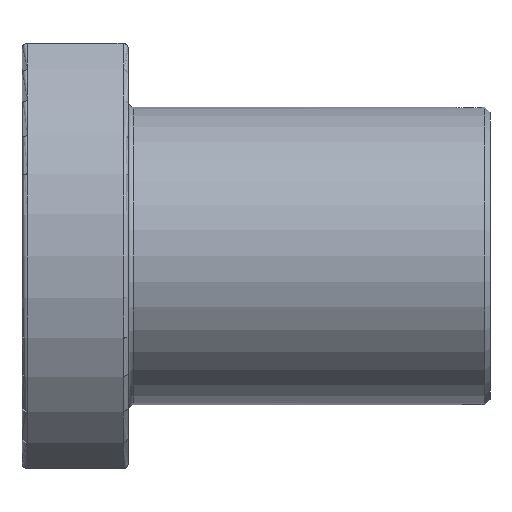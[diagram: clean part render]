
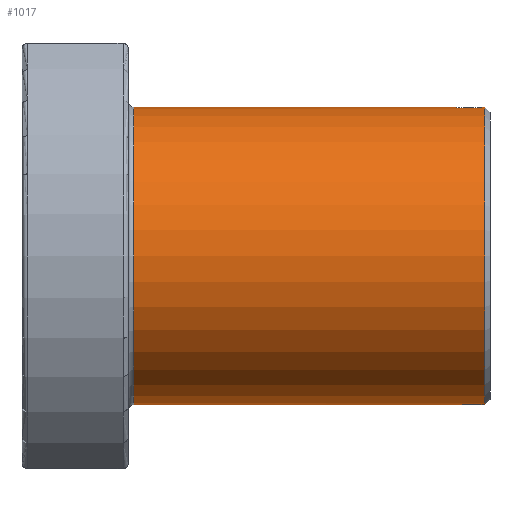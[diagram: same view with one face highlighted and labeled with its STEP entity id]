
A CAD part, left-side view. The second image highlights one B-rep face of the part: STEP entity #1017.
In plain terms, the highlighted cylindrical face has radius 14 mm (diameter 28 mm), a full revolution.
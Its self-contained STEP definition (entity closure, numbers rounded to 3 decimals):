
#68=B_SPLINE_CURVE_WITH_KNOTS('',3,(#1993,#1994,#1995,#1996,#1997,#1998,
#1999,#2000,#2001,#2002,#2003,#2004,#2005,#2006,#2007,#2008,#2009,#2010,
#2011),.UNSPECIFIED.,.F.,.F.,(4,2,2,2,3,2,2,2,4),(0.679,0.735,
0.792,0.848,0.905,0.961,1.018,
1.074,1.131),.UNSPECIFIED.);
#69=B_SPLINE_CURVE_WITH_KNOTS('',3,(#2015,#2016,#2017,#2018,#2019,#2020,
#2021,#2022,#2023,#2024,#2025,#2026,#2027,#2028,#2029,#2030,#2031,#2032,
#2033,#2034,#2035,#2036,#2037,#2038,#2039,#2040,#2041),.UNSPECIFIED.,.F.,
 .F.,(4,2,2,2,3,2,2,2,2,2,2,2,4),(0.679,0.735,0.792,
0.848,0.905,0.961,1.018,1.074,
1.131,1.188,1.244,1.301,1.357),
 .UNSPECIFIED.);
#70=B_SPLINE_CURVE_WITH_KNOTS('',3,(#2042,#2043,#2044,#2045,#2046,#2047,
#2048,#2049,#2050,#2051),.UNSPECIFIED.,.F.,.F.,(4,2,2,2,4),(1.357,
1.414,1.47,1.527,1.583),
 .UNSPECIFIED.);
#71=B_SPLINE_CURVE_WITH_KNOTS('',3,(#2054,#2055,#2056,#2057,#2058,#2059,
#2060,#2061,#2062,#2063),.UNSPECIFIED.,.F.,.F.,(4,2,2,2,4),(0.226,
0.283,0.339,0.396,0.452),
 .UNSPECIFIED.);
#72=B_SPLINE_CURVE_WITH_KNOTS('',3,(#2064,#2065,#2066,#2067,#2068,#2069,
#2070,#2071,#2072,#2073),.UNSPECIFIED.,.F.,.F.,(4,2,2,2,4),(0.452,
0.509,0.565,0.622,0.679),
 .UNSPECIFIED.);
#113=FACE_OUTER_BOUND('',#181,.T.);
#181=EDGE_LOOP('',(#727,#728,#729,#730,#731,#732,#733,#734,#735,#736,#737));
#256=CIRCLE('',#1111,14.);
#257=CIRCLE('',#1112,14.);
#258=CIRCLE('',#1113,14.);
#259=CIRCLE('',#1114,14.);
#322=LINE('',#1991,#371);
#371=VECTOR('',#1284,14.);
#452=VERTEX_POINT('',#1987);
#453=VERTEX_POINT('',#1988);
#454=VERTEX_POINT('',#1990);
#455=VERTEX_POINT('',#1992);
#456=VERTEX_POINT('',#2012);
#457=VERTEX_POINT('',#2014);
#458=VERTEX_POINT('',#2053);
#559=EDGE_CURVE('',#452,#453,#256,.T.);
#560=EDGE_CURVE('',#452,#454,#322,.T.);
#561=EDGE_CURVE('',#454,#455,#68,.T.);
#562=EDGE_CURVE('',#456,#455,#257,.F.);
#563=EDGE_CURVE('',#456,#457,#69,.T.);
#564=EDGE_CURVE('',#457,#456,#70,.T.);
#565=EDGE_CURVE('',#455,#456,#258,.F.);
#566=EDGE_CURVE('',#455,#458,#71,.T.);
#567=EDGE_CURVE('',#458,#454,#72,.T.);
#568=EDGE_CURVE('',#453,#452,#259,.T.);
#727=ORIENTED_EDGE('',*,*,#559,.F.);
#728=ORIENTED_EDGE('',*,*,#560,.T.);
#729=ORIENTED_EDGE('',*,*,#561,.T.);
#730=ORIENTED_EDGE('',*,*,#562,.F.);
#731=ORIENTED_EDGE('',*,*,#563,.T.);
#732=ORIENTED_EDGE('',*,*,#564,.T.);
#733=ORIENTED_EDGE('',*,*,#565,.F.);
#734=ORIENTED_EDGE('',*,*,#566,.T.);
#735=ORIENTED_EDGE('',*,*,#567,.T.);
#736=ORIENTED_EDGE('',*,*,#560,.F.);
#737=ORIENTED_EDGE('',*,*,#568,.F.);
#985=CYLINDRICAL_SURFACE('',#1110,14.);
#1017=ADVANCED_FACE('',(#113),#985,.T.);
#1110=AXIS2_PLACEMENT_3D('',#1986,#1280,#1281);
#1111=AXIS2_PLACEMENT_3D('',#1989,#1282,#1283);
#1112=AXIS2_PLACEMENT_3D('',#2013,#1285,#1286);
#1113=AXIS2_PLACEMENT_3D('',#2052,#1287,#1288);
#1114=AXIS2_PLACEMENT_3D('',#2074,#1289,#1290);
#1280=DIRECTION('center_axis',(0.,-1.,0.));
#1281=DIRECTION('ref_axis',(0.,0.,-1.));
#1282=DIRECTION('center_axis',(0.,1.,0.));
#1283=DIRECTION('ref_axis',(0.,0.,1.));
#1284=DIRECTION('',(0.,-1.,0.));
#1285=DIRECTION('center_axis',(0.,1.,0.));
#1286=DIRECTION('ref_axis',(0.,0.,1.));
#1287=DIRECTION('center_axis',(0.,1.,0.));
#1288=DIRECTION('ref_axis',(0.,0.,1.));
#1289=DIRECTION('center_axis',(0.,1.,0.));
#1290=DIRECTION('ref_axis',(0.,0.,1.));
#1986=CARTESIAN_POINT('Origin',(0.,0.,0.));
#1987=CARTESIAN_POINT('',(0.,-10.5,14.));
#1988=CARTESIAN_POINT('',(0.,-10.5,-14.));
#1989=CARTESIAN_POINT('Origin',(0.,-10.5,0.));
#1990=CARTESIAN_POINT('',(0.,-40.5,14.));
#1991=CARTESIAN_POINT('',(0.,0.,14.));
#1992=CARTESIAN_POINT('',(0.,-43.5,14.));
#1993=CARTESIAN_POINT('Ctrl Pts',(0.,-40.5,14.));
#1994=CARTESIAN_POINT('Ctrl Pts',(0.188,-40.5,14.));
#1995=CARTESIAN_POINT('Ctrl Pts',(0.389,-40.538,13.996));
#1996=CARTESIAN_POINT('Ctrl Pts',(0.759,-40.691,13.981));
#1997=CARTESIAN_POINT('Ctrl Pts',(0.928,-40.806,13.97));
#1998=CARTESIAN_POINT('Ctrl Pts',(1.194,-41.072,13.95));
#1999=CARTESIAN_POINT('Ctrl Pts',(1.309,-41.241,13.939));
#2000=CARTESIAN_POINT('Ctrl Pts',(1.462,-41.611,13.924));
#2001=CARTESIAN_POINT('Ctrl Pts',(1.5,-41.812,13.919));
#2002=CARTESIAN_POINT('Ctrl Pts',(1.5,-42.,13.919));
#2003=CARTESIAN_POINT('Ctrl Pts',(1.5,-42.188,13.919));
#2004=CARTESIAN_POINT('Ctrl Pts',(1.462,-42.389,13.924));
#2005=CARTESIAN_POINT('Ctrl Pts',(1.309,-42.759,13.939));
#2006=CARTESIAN_POINT('Ctrl Pts',(1.194,-42.928,13.95));
#2007=CARTESIAN_POINT('Ctrl Pts',(0.928,-43.194,13.97));
#2008=CARTESIAN_POINT('Ctrl Pts',(0.759,-43.309,13.981));
#2009=CARTESIAN_POINT('Ctrl Pts',(0.389,-43.462,13.996));
#2010=CARTESIAN_POINT('Ctrl Pts',(0.188,-43.5,14.));
#2011=CARTESIAN_POINT('Ctrl Pts',(0.,-43.5,14.));
#2012=CARTESIAN_POINT('',(0.,-43.5,-14.));
#2013=CARTESIAN_POINT('Origin',(0.,-43.5,0.));
#2014=CARTESIAN_POINT('',(-1.5,-42.,-13.919));
#2015=CARTESIAN_POINT('Ctrl Pts',(0.,-43.5,-14.));
#2016=CARTESIAN_POINT('Ctrl Pts',(0.188,-43.5,-14.));
#2017=CARTESIAN_POINT('Ctrl Pts',(0.389,-43.462,-13.996));
#2018=CARTESIAN_POINT('Ctrl Pts',(0.759,-43.309,-13.981));
#2019=CARTESIAN_POINT('Ctrl Pts',(0.928,-43.194,-13.97));
#2020=CARTESIAN_POINT('Ctrl Pts',(1.194,-42.928,-13.95));
#2021=CARTESIAN_POINT('Ctrl Pts',(1.309,-42.759,-13.939));
#2022=CARTESIAN_POINT('Ctrl Pts',(1.462,-42.389,-13.924));
#2023=CARTESIAN_POINT('Ctrl Pts',(1.5,-42.188,-13.919));
#2024=CARTESIAN_POINT('Ctrl Pts',(1.5,-42.,-13.919));
#2025=CARTESIAN_POINT('Ctrl Pts',(1.5,-41.812,-13.919));
#2026=CARTESIAN_POINT('Ctrl Pts',(1.462,-41.611,-13.924));
#2027=CARTESIAN_POINT('Ctrl Pts',(1.309,-41.241,-13.939));
#2028=CARTESIAN_POINT('Ctrl Pts',(1.194,-41.072,-13.95));
#2029=CARTESIAN_POINT('Ctrl Pts',(0.928,-40.806,-13.97));
#2030=CARTESIAN_POINT('Ctrl Pts',(0.759,-40.691,-13.981));
#2031=CARTESIAN_POINT('Ctrl Pts',(0.389,-40.538,-13.996));
#2032=CARTESIAN_POINT('Ctrl Pts',(0.188,-40.5,-14.));
#2033=CARTESIAN_POINT('Ctrl Pts',(-0.188,-40.5,-14.));
#2034=CARTESIAN_POINT('Ctrl Pts',(-0.389,-40.538,
-13.996));
#2035=CARTESIAN_POINT('Ctrl Pts',(-0.759,-40.691,-13.981));
#2036=CARTESIAN_POINT('Ctrl Pts',(-0.928,-40.806,
-13.97));
#2037=CARTESIAN_POINT('Ctrl Pts',(-1.194,-41.072,-13.95));
#2038=CARTESIAN_POINT('Ctrl Pts',(-1.309,-41.241,-13.939));
#2039=CARTESIAN_POINT('Ctrl Pts',(-1.462,-41.611,-13.924));
#2040=CARTESIAN_POINT('Ctrl Pts',(-1.5,-41.812,-13.919));
#2041=CARTESIAN_POINT('Ctrl Pts',(-1.5,-42.,-13.919));
#2042=CARTESIAN_POINT('Ctrl Pts',(-1.5,-42.,-13.919));
#2043=CARTESIAN_POINT('Ctrl Pts',(-1.5,-42.188,-13.919));
#2044=CARTESIAN_POINT('Ctrl Pts',(-1.462,-42.389,-13.924));
#2045=CARTESIAN_POINT('Ctrl Pts',(-1.309,-42.759,-13.939));
#2046=CARTESIAN_POINT('Ctrl Pts',(-1.194,-42.928,-13.95));
#2047=CARTESIAN_POINT('Ctrl Pts',(-0.928,-43.194,
-13.97));
#2048=CARTESIAN_POINT('Ctrl Pts',(-0.759,-43.309,-13.981));
#2049=CARTESIAN_POINT('Ctrl Pts',(-0.389,-43.462,
-13.996));
#2050=CARTESIAN_POINT('Ctrl Pts',(-0.188,-43.5,-14.));
#2051=CARTESIAN_POINT('Ctrl Pts',(0.,-43.5,-14.));
#2052=CARTESIAN_POINT('Origin',(0.,-43.5,0.));
#2053=CARTESIAN_POINT('',(-1.5,-42.,13.919));
#2054=CARTESIAN_POINT('Ctrl Pts',(0.,-43.5,14.));
#2055=CARTESIAN_POINT('Ctrl Pts',(-0.188,-43.5,14.));
#2056=CARTESIAN_POINT('Ctrl Pts',(-0.389,-43.462,
13.996));
#2057=CARTESIAN_POINT('Ctrl Pts',(-0.759,-43.309,13.981));
#2058=CARTESIAN_POINT('Ctrl Pts',(-0.928,-43.194,
13.97));
#2059=CARTESIAN_POINT('Ctrl Pts',(-1.194,-42.928,13.95));
#2060=CARTESIAN_POINT('Ctrl Pts',(-1.309,-42.759,13.939));
#2061=CARTESIAN_POINT('Ctrl Pts',(-1.462,-42.389,13.924));
#2062=CARTESIAN_POINT('Ctrl Pts',(-1.5,-42.188,13.919));
#2063=CARTESIAN_POINT('Ctrl Pts',(-1.5,-42.,13.919));
#2064=CARTESIAN_POINT('Ctrl Pts',(-1.5,-42.,13.919));
#2065=CARTESIAN_POINT('Ctrl Pts',(-1.5,-41.812,13.919));
#2066=CARTESIAN_POINT('Ctrl Pts',(-1.462,-41.611,13.924));
#2067=CARTESIAN_POINT('Ctrl Pts',(-1.309,-41.241,13.939));
#2068=CARTESIAN_POINT('Ctrl Pts',(-1.194,-41.072,13.95));
#2069=CARTESIAN_POINT('Ctrl Pts',(-0.928,-40.806,
13.97));
#2070=CARTESIAN_POINT('Ctrl Pts',(-0.759,-40.691,13.981));
#2071=CARTESIAN_POINT('Ctrl Pts',(-0.389,-40.538,
13.996));
#2072=CARTESIAN_POINT('Ctrl Pts',(-0.188,-40.5,14.));
#2073=CARTESIAN_POINT('Ctrl Pts',(0.,-40.5,14.));
#2074=CARTESIAN_POINT('Origin',(0.,-10.5,0.));
